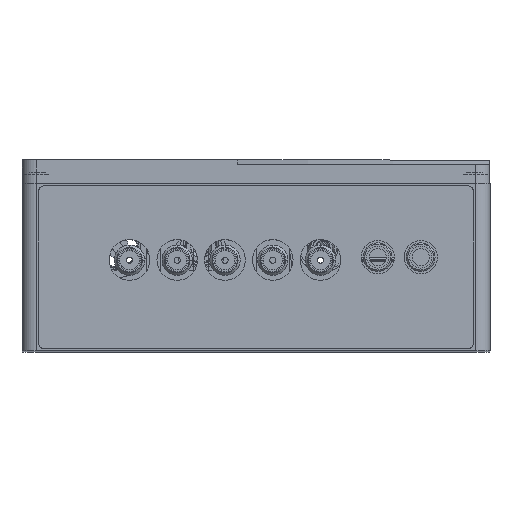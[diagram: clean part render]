
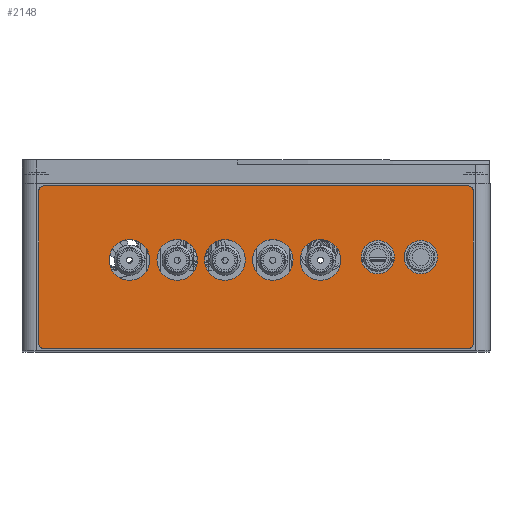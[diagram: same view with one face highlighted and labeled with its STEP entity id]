
A CAD part, top view. The second image highlights one B-rep face of the part: STEP entity #2148.
In plain terms, the highlighted planar face has unit normal (0, 0, 1).
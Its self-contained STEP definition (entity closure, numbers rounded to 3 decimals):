
#255 = CARTESIAN_POINT ( 'NONE',  ( 45.5, 1.5, 95.9 ) ) ;
#1286 = CARTESIAN_POINT ( 'NONE',  ( -44.5, 1.5, 95.9 ) ) ;
#1298 = ORIENTED_EDGE ( 'NONE', *, *, #21899, .T. ) ;
#1388 = ORIENTED_EDGE ( 'NONE', *, *, #15175, .T. ) ;
#1731 = VECTOR ( 'NONE', #17847, 1000. ) ;
#1746 = VERTEX_POINT ( 'NONE', #2085 ) ;
#1765 = CIRCLE ( 'NONE', #21451, 1. ) ;
#1790 = VERTEX_POINT ( 'NONE', #33513 ) ;
#1996 = VERTEX_POINT ( 'NONE', #28229 ) ;
#2085 = CARTESIAN_POINT ( 'NONE',  ( 13.5, 23.25, 95.9 ) ) ;
#2148 = ADVANCED_FACE ( 'NONE', ( #9138, #33117, #30294, #3329, #11768, #17226, #17056, #14237 ), #3852, .T. ) ;
#2177 = CARTESIAN_POINT ( 'NONE',  ( 34.5, 19.6, 95.9 ) ) ;
#2409 = CIRCLE ( 'NONE', #20418, 4.25 ) ;
#2574 = EDGE_LOOP ( 'NONE', ( #30694 ) ) ;
#2905 = LINE ( 'NONE', #27058, #29916 ) ;
#2994 = AXIS2_PLACEMENT_3D ( 'NONE', #20695, #31486, #25826 ) ;
#3161 = CARTESIAN_POINT ( 'NONE',  ( 44.5, 33.5, 95.9 ) ) ;
#3329 = FACE_BOUND ( 'NONE', #31456, .T. ) ;
#3521 = DIRECTION ( 'NONE',  ( -1., 0., 0. ) ) ;
#3828 = EDGE_LOOP ( 'NONE', ( #32979, #27860, #7523, #34585, #12945, #1388, #31777, #11868 ) ) ;
#3830 = VERTEX_POINT ( 'NONE', #6309 ) ;
#3852 = PLANE ( 'NONE',  #15045 ) ;
#3853 = AXIS2_PLACEMENT_3D ( 'NONE', #29274, #5128, #20460 ) ;
#4002 = DIRECTION ( 'NONE',  ( 0., 0., -1. ) ) ;
#4929 = EDGE_CURVE ( 'NONE', #1790, #31991, #1765, .T. ) ;
#5057 = EDGE_CURVE ( 'NONE', #31991, #5207, #20718, .T. ) ;
#5128 = DIRECTION ( 'NONE',  ( 0., 0., -1. ) ) ;
#5207 = VERTEX_POINT ( 'NONE', #18959 ) ;
#6016 = CARTESIAN_POINT ( 'NONE',  ( -6.5, 23.25, 95.9 ) ) ;
#6214 = DIRECTION ( 'NONE',  ( 0., 0., -1. ) ) ;
#6309 = CARTESIAN_POINT ( 'NONE',  ( 34.5, 23.1, 95.9 ) ) ;
#6688 = CARTESIAN_POINT ( 'NONE',  ( -44.5, 34.5, 95.9 ) ) ;
#7201 = VERTEX_POINT ( 'NONE', #8137 ) ;
#7317 = CARTESIAN_POINT ( 'NONE',  ( -44.5, 0.5, 95.9 ) ) ;
#7523 = ORIENTED_EDGE ( 'NONE', *, *, #30238, .T. ) ;
#7565 = VERTEX_POINT ( 'NONE', #15306 ) ;
#8121 = CARTESIAN_POINT ( 'NONE',  ( 44.5, 33.5, 95.9 ) ) ;
#8137 = CARTESIAN_POINT ( 'NONE',  ( -45.5, 33.5, 95.9 ) ) ;
#8471 = DIRECTION ( 'NONE',  ( 0., 0., 1. ) ) ;
#9138 = FACE_OUTER_BOUND ( 'NONE', #3828, .T. ) ;
#10299 = DIRECTION ( 'NONE',  ( 0., 1., 0. ) ) ;
#10582 = CIRCLE ( 'NONE', #19031, 4.25 ) ;
#11171 = EDGE_CURVE ( 'NONE', #21683, #21683, #26309, .T. ) ;
#11404 = EDGE_CURVE ( 'NONE', #1996, #14039, #24057, .T. ) ;
#11597 = DIRECTION ( 'NONE',  ( 0., 1., 0. ) ) ;
#11768 = FACE_BOUND ( 'NONE', #12826, .T. ) ;
#11838 = EDGE_CURVE ( 'NONE', #32977, #32977, #10582, .T. ) ;
#11868 = ORIENTED_EDGE ( 'NONE', *, *, #16805, .T. ) ;
#12094 = CARTESIAN_POINT ( 'NONE',  ( 3.5, 23.25, 95.9 ) ) ;
#12826 = EDGE_LOOP ( 'NONE', ( #29474 ) ) ;
#12945 = ORIENTED_EDGE ( 'NONE', *, *, #24222, .T. ) ;
#13581 = DIRECTION ( 'NONE',  ( 0., 1., 0. ) ) ;
#13674 = ORIENTED_EDGE ( 'NONE', *, *, #11838, .T. ) ;
#13988 = DIRECTION ( 'NONE',  ( 0., 1., 0. ) ) ;
#14039 = VERTEX_POINT ( 'NONE', #255 ) ;
#14237 = FACE_BOUND ( 'NONE', #2574, .T. ) ;
#14515 = EDGE_LOOP ( 'NONE', ( #16767 ) ) ;
#15045 = AXIS2_PLACEMENT_3D ( 'NONE', #3161, #25005, #11597 ) ;
#15175 = EDGE_CURVE ( 'NONE', #15381, #1996, #20526, .T. ) ;
#15306 = CARTESIAN_POINT ( 'NONE',  ( -16.5, 23.25, 95.9 ) ) ;
#15381 = VERTEX_POINT ( 'NONE', #22116 ) ;
#15542 = CARTESIAN_POINT ( 'NONE',  ( -45.5, 1.5, 95.9 ) ) ;
#16065 = CARTESIAN_POINT ( 'NONE',  ( -44.5, 33.5, 95.9 ) ) ;
#16105 = CIRCLE ( 'NONE', #25673, 3.5 ) ;
#16767 = ORIENTED_EDGE ( 'NONE', *, *, #28094, .T. ) ;
#16805 = EDGE_CURVE ( 'NONE', #14039, #1790, #2905, .T. ) ;
#16917 = CARTESIAN_POINT ( 'NONE',  ( -26.5, 23.25, 95.9 ) ) ;
#17052 = AXIS2_PLACEMENT_3D ( 'NONE', #17731, #4002, #33974 ) ;
#17056 = FACE_BOUND ( 'NONE', #26080, .T. ) ;
#17226 = FACE_BOUND ( 'NONE', #14515, .T. ) ;
#17373 = VERTEX_POINT ( 'NONE', #12094 ) ;
#17706 = EDGE_LOOP ( 'NONE', ( #20622 ) ) ;
#17719 = AXIS2_PLACEMENT_3D ( 'NONE', #16065, #21704, #24007 ) ;
#17731 = CARTESIAN_POINT ( 'NONE',  ( 3.5, 19., 95.9 ) ) ;
#17847 = DIRECTION ( 'NONE',  ( 0., -1., 0. ) ) ;
#17878 = DIRECTION ( 'NONE',  ( 1., 0., 0. ) ) ;
#18193 = VECTOR ( 'NONE', #3521, 1000. ) ;
#18253 = CARTESIAN_POINT ( 'NONE',  ( 44.5, 34.5, 95.9 ) ) ;
#18452 = DIRECTION ( 'NONE',  ( 0., 0., -1. ) ) ;
#18617 = CIRCLE ( 'NONE', #21422, 1. ) ;
#18959 = CARTESIAN_POINT ( 'NONE',  ( -44.5, 34.5, 95.9 ) ) ;
#19031 = AXIS2_PLACEMENT_3D ( 'NONE', #29941, #27119, #19181 ) ;
#19181 = DIRECTION ( 'NONE',  ( 0., 1., 0. ) ) ;
#20144 = DIRECTION ( 'NONE',  ( 0., -1., 0. ) ) ;
#20418 = AXIS2_PLACEMENT_3D ( 'NONE', #24270, #18452, #24443 ) ;
#20460 = DIRECTION ( 'NONE',  ( 0., 1., 0. ) ) ;
#20526 = LINE ( 'NONE', #7317, #25316 ) ;
#20618 = EDGE_CURVE ( 'NONE', #17373, #17373, #33410, .T. ) ;
#20622 = ORIENTED_EDGE ( 'NONE', *, *, #28408, .T. ) ;
#20695 = CARTESIAN_POINT ( 'NONE',  ( -16.5, 19., 95.9 ) ) ;
#20718 = LINE ( 'NONE', #6688, #18193 ) ;
#21422 = AXIS2_PLACEMENT_3D ( 'NONE', #1286, #33560, #20144 ) ;
#21451 = AXIS2_PLACEMENT_3D ( 'NONE', #8121, #8471, #13581 ) ;
#21683 = VERTEX_POINT ( 'NONE', #16917 ) ;
#21704 = DIRECTION ( 'NONE',  ( 0., 0., 1. ) ) ;
#21899 = EDGE_CURVE ( 'NONE', #30492, #30492, #34262, .T. ) ;
#22116 = CARTESIAN_POINT ( 'NONE',  ( -44.5, 0.5, 95.9 ) ) ;
#22530 = CARTESIAN_POINT ( 'NONE',  ( 25.5, 23.1, 95.9 ) ) ;
#23683 = DIRECTION ( 'NONE',  ( 0., 0., -1. ) ) ;
#23921 = CIRCLE ( 'NONE', #17719, 1. ) ;
#23972 = CARTESIAN_POINT ( 'NONE',  ( 44.5, 1.5, 95.9 ) ) ;
#24007 = DIRECTION ( 'NONE',  ( 0., 1., 0. ) ) ;
#24057 = CIRCLE ( 'NONE', #33662, 1. ) ;
#24090 = EDGE_CURVE ( 'NONE', #7201, #24213, #28279, .T. ) ;
#24213 = VERTEX_POINT ( 'NONE', #15542 ) ;
#24222 = EDGE_CURVE ( 'NONE', #24213, #15381, #18617, .T. ) ;
#24270 = CARTESIAN_POINT ( 'NONE',  ( 13.5, 19., 95.9 ) ) ;
#24443 = DIRECTION ( 'NONE',  ( 0., 1., 0. ) ) ;
#25005 = DIRECTION ( 'NONE',  ( 0., 0., 1. ) ) ;
#25316 = VECTOR ( 'NONE', #17878, 1000. ) ;
#25617 = CARTESIAN_POINT ( 'NONE',  ( -45.5, 33.5, 95.9 ) ) ;
#25673 = AXIS2_PLACEMENT_3D ( 'NONE', #2177, #23683, #10299 ) ;
#25826 = DIRECTION ( 'NONE',  ( 0., 1., 0. ) ) ;
#26080 = EDGE_LOOP ( 'NONE', ( #1298 ) ) ;
#26309 = CIRCLE ( 'NONE', #30812, 4.25 ) ;
#27058 = CARTESIAN_POINT ( 'NONE',  ( 45.5, 33.5, 95.9 ) ) ;
#27119 = DIRECTION ( 'NONE',  ( 0., 0., -1. ) ) ;
#27860 = ORIENTED_EDGE ( 'NONE', *, *, #5057, .T. ) ;
#28064 = DIRECTION ( 'NONE',  ( 0., 1., 0. ) ) ;
#28094 = EDGE_CURVE ( 'NONE', #1746, #1746, #2409, .T. ) ;
#28229 = CARTESIAN_POINT ( 'NONE',  ( 44.5, 0.5, 95.9 ) ) ;
#28279 = LINE ( 'NONE', #25617, #1731 ) ;
#28408 = EDGE_CURVE ( 'NONE', #7565, #7565, #33395, .T. ) ;
#29274 = CARTESIAN_POINT ( 'NONE',  ( 25.5, 19.6, 95.9 ) ) ;
#29474 = ORIENTED_EDGE ( 'NONE', *, *, #20618, .T. ) ;
#29503 = ORIENTED_EDGE ( 'NONE', *, *, #11171, .T. ) ;
#29916 = VECTOR ( 'NONE', #13988, 1000. ) ;
#29941 = CARTESIAN_POINT ( 'NONE',  ( -6.5, 19., 95.9 ) ) ;
#30147 = DIRECTION ( 'NONE',  ( 0., 1., 0. ) ) ;
#30238 = EDGE_CURVE ( 'NONE', #5207, #7201, #23921, .T. ) ;
#30294 = FACE_BOUND ( 'NONE', #17706, .T. ) ;
#30492 = VERTEX_POINT ( 'NONE', #22530 ) ;
#30694 = ORIENTED_EDGE ( 'NONE', *, *, #33383, .T. ) ;
#30812 = AXIS2_PLACEMENT_3D ( 'NONE', #33357, #6214, #28064 ) ;
#31456 = EDGE_LOOP ( 'NONE', ( #13674 ) ) ;
#31486 = DIRECTION ( 'NONE',  ( 0., 0., -1. ) ) ;
#31777 = ORIENTED_EDGE ( 'NONE', *, *, #11404, .T. ) ;
#31991 = VERTEX_POINT ( 'NONE', #18253 ) ;
#32728 = EDGE_LOOP ( 'NONE', ( #29503 ) ) ;
#32802 = DIRECTION ( 'NONE',  ( 0., 0., 1. ) ) ;
#32977 = VERTEX_POINT ( 'NONE', #6016 ) ;
#32979 = ORIENTED_EDGE ( 'NONE', *, *, #4929, .T. ) ;
#33117 = FACE_BOUND ( 'NONE', #32728, .T. ) ;
#33357 = CARTESIAN_POINT ( 'NONE',  ( -26.5, 19., 95.9 ) ) ;
#33383 = EDGE_CURVE ( 'NONE', #3830, #3830, #16105, .T. ) ;
#33395 = CIRCLE ( 'NONE', #2994, 4.25 ) ;
#33410 = CIRCLE ( 'NONE', #17052, 4.25 ) ;
#33513 = CARTESIAN_POINT ( 'NONE',  ( 45.5, 33.5, 95.9 ) ) ;
#33560 = DIRECTION ( 'NONE',  ( 0., 0., 1. ) ) ;
#33662 = AXIS2_PLACEMENT_3D ( 'NONE', #23972, #32802, #30147 ) ;
#33974 = DIRECTION ( 'NONE',  ( 0., 1., 0. ) ) ;
#34262 = CIRCLE ( 'NONE', #3853, 3.5 ) ;
#34585 = ORIENTED_EDGE ( 'NONE', *, *, #24090, .T. ) ;
